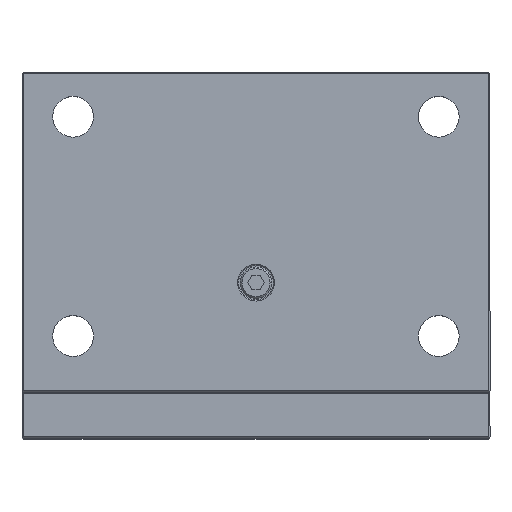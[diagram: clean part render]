
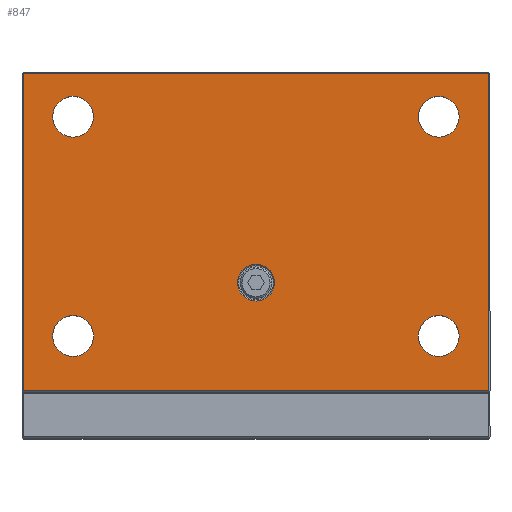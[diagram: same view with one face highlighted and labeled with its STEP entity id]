
A CAD part, top view. The second image highlights one B-rep face of the part: STEP entity #847.
In plain terms, the highlighted face is planar.
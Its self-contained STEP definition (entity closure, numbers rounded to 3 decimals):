
#84 = FACE_BOUND ( 'NONE', #1857, .T. ) ;
#105 = ORIENTED_EDGE ( 'NONE', *, *, #6144, .T. ) ;
#111 = CARTESIAN_POINT ( 'NONE',  ( 0., 10., 8.25 ) ) ;
#125 = FACE_BOUND ( 'NONE', #1842, .T. ) ;
#189 = VERTEX_POINT ( 'NONE', #5780 ) ;
#273 = CARTESIAN_POINT ( 'NONE',  ( 40.45, 10., -28.05 ) ) ;
#317 = ORIENTED_EDGE ( 'NONE', *, *, #782, .T. ) ;
#319 = DIRECTION ( 'NONE',  ( 1., 0., 0. ) ) ;
#402 = EDGE_LOOP ( 'NONE', ( #317, #1949 ) ) ;
#467 = VERTEX_POINT ( 'NONE', #6562 ) ;
#550 = VECTOR ( 'NONE', #1319, 1000. ) ;
#615 = ORIENTED_EDGE ( 'NONE', *, *, #3539, .T. ) ;
#629 = DIRECTION ( 'NONE',  ( 0., 0., -1. ) ) ;
#643 = DIRECTION ( 'NONE',  ( 0., -1., 0. ) ) ;
#651 = CARTESIAN_POINT ( 'NONE',  ( 31.74, 10., 17.525 ) ) ;
#705 = VERTEX_POINT ( 'NONE', #5971 ) ;
#782 = EDGE_CURVE ( 'NONE', #1386, #1348, #6063, .T. ) ;
#827 = DIRECTION ( 'NONE',  ( 0., 0., -1. ) ) ;
#837 = DIRECTION ( 'NONE',  ( 0., -1., 0. ) ) ;
#845 = CARTESIAN_POINT ( 'NONE',  ( 31.74, 10., -20.575 ) ) ;
#847 = ADVANCED_FACE ( 'NONE', ( #6280, #84, #1323, #6211, #125, #5815 ), #1670, .T. ) ;
#933 = ORIENTED_EDGE ( 'NONE', *, *, #4474, .T. ) ;
#1055 = DIRECTION ( 'NONE',  ( 0., -1., 0. ) ) ;
#1074 = VERTEX_POINT ( 'NONE', #2980 ) ;
#1122 = CIRCLE ( 'NONE', #3859, 3.2 ) ;
#1137 = VECTOR ( 'NONE', #1200, 1000. ) ;
#1180 = DIRECTION ( 'NONE',  ( 0., -1., 0. ) ) ;
#1200 = DIRECTION ( 'NONE',  ( -1., 0., 0. ) ) ;
#1220 = DIRECTION ( 'NONE',  ( 0., 0., 1. ) ) ;
#1319 = DIRECTION ( 'NONE',  ( 0., 0., 1. ) ) ;
#1323 = FACE_BOUND ( 'NONE', #5324, .T. ) ;
#1325 = CIRCLE ( 'NONE', #5851, 3.55 ) ;
#1348 = VERTEX_POINT ( 'NONE', #5000 ) ;
#1386 = VERTEX_POINT ( 'NONE', #6821 ) ;
#1575 = DIRECTION ( 'NONE',  ( 0., -1., 0. ) ) ;
#1582 = CARTESIAN_POINT ( 'NONE',  ( 31.74, 10., 17.525 ) ) ;
#1589 = CARTESIAN_POINT ( 'NONE',  ( -40.45, 10., 0. ) ) ;
#1605 = DIRECTION ( 'NONE',  ( 0., 0., -1. ) ) ;
#1670 = PLANE ( 'NONE',  #2797 ) ;
#1792 = ORIENTED_EDGE ( 'NONE', *, *, #5742, .T. ) ;
#1842 = EDGE_LOOP ( 'NONE', ( #933, #615 ) ) ;
#1857 = EDGE_LOOP ( 'NONE', ( #6753, #5628 ) ) ;
#1949 = ORIENTED_EDGE ( 'NONE', *, *, #6466, .T. ) ;
#2015 = LINE ( 'NONE', #1589, #550 ) ;
#2047 = VERTEX_POINT ( 'NONE', #2931 ) ;
#2081 = CARTESIAN_POINT ( 'NONE',  ( 0., 10., 27.05 ) ) ;
#2097 = EDGE_LOOP ( 'NONE', ( #6820, #1792 ) ) ;
#2141 = VERTEX_POINT ( 'NONE', #4471 ) ;
#2187 = CIRCLE ( 'NONE', #3887, 3.55 ) ;
#2239 = CARTESIAN_POINT ( 'NONE',  ( -31.76, 10., 17.525 ) ) ;
#2261 = AXIS2_PLACEMENT_3D ( 'NONE', #845, #837, #827 ) ;
#2263 = EDGE_LOOP ( 'NONE', ( #5564, #6775, #105, #4670 ) ) ;
#2341 = LINE ( 'NONE', #3610, #1137 ) ;
#2563 = CARTESIAN_POINT ( 'NONE',  ( -40.45, 10., -28.05 ) ) ;
#2589 = DIRECTION ( 'NONE',  ( 0., 0., -1. ) ) ;
#2598 = AXIS2_PLACEMENT_3D ( 'NONE', #5965, #5957, #5947 ) ;
#2797 = AXIS2_PLACEMENT_3D ( 'NONE', #6132, #6127, #6133 ) ;
#2907 = VERTEX_POINT ( 'NONE', #3087 ) ;
#2931 = CARTESIAN_POINT ( 'NONE',  ( -31.76, 10., 21.075 ) ) ;
#2980 = CARTESIAN_POINT ( 'NONE',  ( 0., 10., 5.05 ) ) ;
#2990 = DIRECTION ( 'NONE',  ( 0., -1., 0. ) ) ;
#3027 = AXIS2_PLACEMENT_3D ( 'NONE', #651, #643, #629 ) ;
#3087 = CARTESIAN_POINT ( 'NONE',  ( -40.45, 10., 27.05 ) ) ;
#3088 = EDGE_CURVE ( 'NONE', #4836, #1074, #1122, .T. ) ;
#3178 = DIRECTION ( 'NONE',  ( 0., -1., 0. ) ) ;
#3205 = CARTESIAN_POINT ( 'NONE',  ( -31.76, 10., 17.525 ) ) ;
#3372 = CIRCLE ( 'NONE', #6172, 3.55 ) ;
#3396 = VERTEX_POINT ( 'NONE', #5277 ) ;
#3442 = ORIENTED_EDGE ( 'NONE', *, *, #6122, .T. ) ;
#3539 = EDGE_CURVE ( 'NONE', #2047, #3396, #3372, .T. ) ;
#3610 = CARTESIAN_POINT ( 'NONE',  ( 0., 10., -28.05 ) ) ;
#3618 = DIRECTION ( 'NONE',  ( 0., 0., -1. ) ) ;
#3700 = AXIS2_PLACEMENT_3D ( 'NONE', #3205, #3178, #3618 ) ;
#3712 = CARTESIAN_POINT ( 'NONE',  ( 31.74, 10., 21.075 ) ) ;
#3787 = EDGE_CURVE ( 'NONE', #2907, #2141, #4138, .T. ) ;
#3859 = AXIS2_PLACEMENT_3D ( 'NONE', #111, #2990, #4799 ) ;
#3887 = AXIS2_PLACEMENT_3D ( 'NONE', #1582, #1575, #1605 ) ;
#3984 = DIRECTION ( 'NONE',  ( 0., -1., 0. ) ) ;
#4138 = LINE ( 'NONE', #2081, #4167 ) ;
#4143 = VERTEX_POINT ( 'NONE', #273 ) ;
#4167 = VECTOR ( 'NONE', #319, 1000. ) ;
#4169 = EDGE_CURVE ( 'NONE', #4143, #4180, #2341, .T. ) ;
#4180 = VERTEX_POINT ( 'NONE', #2563 ) ;
#4348 = EDGE_CURVE ( 'NONE', #467, #705, #1325, .T. ) ;
#4471 = CARTESIAN_POINT ( 'NONE',  ( 40.45, 10., 27.05 ) ) ;
#4474 = EDGE_CURVE ( 'NONE', #3396, #2047, #5506, .T. ) ;
#4524 = ORIENTED_EDGE ( 'NONE', *, *, #5784, .T. ) ;
#4538 = EDGE_CURVE ( 'NONE', #1074, #4836, #5990, .T. ) ;
#4624 = EDGE_CURVE ( 'NONE', #2141, #4143, #6708, .T. ) ;
#4663 = CIRCLE ( 'NONE', #2598, 3.55 ) ;
#4670 = ORIENTED_EDGE ( 'NONE', *, *, #3787, .T. ) ;
#4683 = AXIS2_PLACEMENT_3D ( 'NONE', #5893, #1180, #1220 ) ;
#4799 = DIRECTION ( 'NONE',  ( 0., 0., 1. ) ) ;
#4836 = VERTEX_POINT ( 'NONE', #5436 ) ;
#5000 = CARTESIAN_POINT ( 'NONE',  ( -31.76, 10., -17.025 ) ) ;
#5013 = CIRCLE ( 'NONE', #3027, 3.55 ) ;
#5046 = VERTEX_POINT ( 'NONE', #3712 ) ;
#5183 = CIRCLE ( 'NONE', #2261, 3.55 ) ;
#5277 = CARTESIAN_POINT ( 'NONE',  ( -31.76, 10., 13.975 ) ) ;
#5324 = EDGE_LOOP ( 'NONE', ( #3442, #4524 ) ) ;
#5436 = CARTESIAN_POINT ( 'NONE',  ( 0., 10., 11.45 ) ) ;
#5506 = CIRCLE ( 'NONE', #3700, 3.55 ) ;
#5564 = ORIENTED_EDGE ( 'NONE', *, *, #4624, .T. ) ;
#5628 = ORIENTED_EDGE ( 'NONE', *, *, #4538, .T. ) ;
#5682 = DIRECTION ( 'NONE',  ( 0., 0., -1. ) ) ;
#5742 = EDGE_CURVE ( 'NONE', #705, #467, #5183, .T. ) ;
#5780 = CARTESIAN_POINT ( 'NONE',  ( 31.74, 10., 13.975 ) ) ;
#5784 = EDGE_CURVE ( 'NONE', #5046, #189, #5013, .T. ) ;
#5815 = FACE_OUTER_BOUND ( 'NONE', #2263, .T. ) ;
#5851 = AXIS2_PLACEMENT_3D ( 'NONE', #6818, #6531, #6869 ) ;
#5893 = CARTESIAN_POINT ( 'NONE',  ( 0., 10., 8.25 ) ) ;
#5947 = DIRECTION ( 'NONE',  ( 0., 0., -1. ) ) ;
#5957 = DIRECTION ( 'NONE',  ( 0., -1., 0. ) ) ;
#5965 = CARTESIAN_POINT ( 'NONE',  ( -31.76, 10., -20.575 ) ) ;
#5971 = CARTESIAN_POINT ( 'NONE',  ( 31.74, 10., -17.025 ) ) ;
#5990 = CIRCLE ( 'NONE', #4683, 3.2 ) ;
#6063 = CIRCLE ( 'NONE', #6642, 3.55 ) ;
#6122 = EDGE_CURVE ( 'NONE', #189, #5046, #2187, .T. ) ;
#6127 = DIRECTION ( 'NONE',  ( 0., 1., 0. ) ) ;
#6132 = CARTESIAN_POINT ( 'NONE',  ( 0., 10., 0. ) ) ;
#6133 = DIRECTION ( 'NONE',  ( 0., 0., 1. ) ) ;
#6144 = EDGE_CURVE ( 'NONE', #4180, #2907, #2015, .T. ) ;
#6172 = AXIS2_PLACEMENT_3D ( 'NONE', #2239, #3984, #2589 ) ;
#6211 = FACE_BOUND ( 'NONE', #2097, .T. ) ;
#6280 = FACE_BOUND ( 'NONE', #402, .T. ) ;
#6466 = EDGE_CURVE ( 'NONE', #1348, #1386, #4663, .T. ) ;
#6531 = DIRECTION ( 'NONE',  ( 0., -1., 0. ) ) ;
#6562 = CARTESIAN_POINT ( 'NONE',  ( 31.74, 10., -24.125 ) ) ;
#6580 = DIRECTION ( 'NONE',  ( 0., 0., -1. ) ) ;
#6586 = CARTESIAN_POINT ( 'NONE',  ( 40.45, 10., 0. ) ) ;
#6642 = AXIS2_PLACEMENT_3D ( 'NONE', #6669, #1055, #5682 ) ;
#6652 = VECTOR ( 'NONE', #6580, 1000. ) ;
#6669 = CARTESIAN_POINT ( 'NONE',  ( -31.76, 10., -20.575 ) ) ;
#6708 = LINE ( 'NONE', #6586, #6652 ) ;
#6753 = ORIENTED_EDGE ( 'NONE', *, *, #3088, .T. ) ;
#6775 = ORIENTED_EDGE ( 'NONE', *, *, #4169, .T. ) ;
#6818 = CARTESIAN_POINT ( 'NONE',  ( 31.74, 10., -20.575 ) ) ;
#6820 = ORIENTED_EDGE ( 'NONE', *, *, #4348, .T. ) ;
#6821 = CARTESIAN_POINT ( 'NONE',  ( -31.76, 10., -24.125 ) ) ;
#6869 = DIRECTION ( 'NONE',  ( 0., 0., -1. ) ) ;
